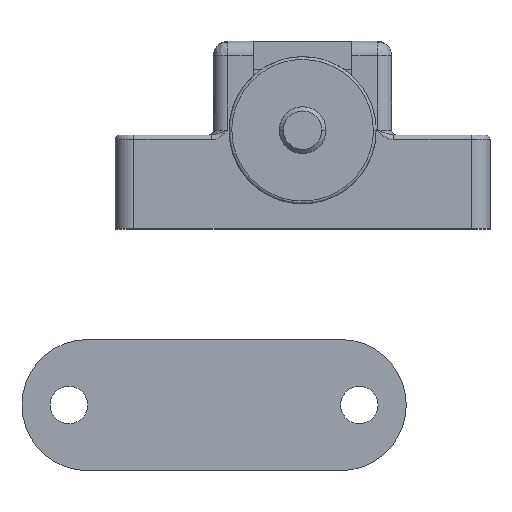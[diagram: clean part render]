
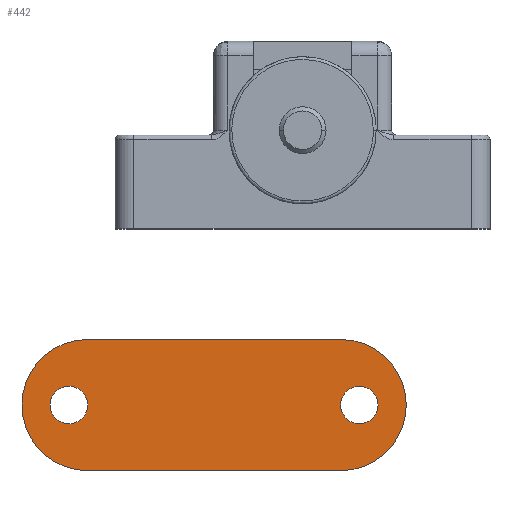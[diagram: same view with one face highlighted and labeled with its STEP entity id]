
A CAD part, top view. The second image highlights one B-rep face of the part: STEP entity #442.
In plain terms, the highlighted planar face has unit normal (0, 0, 1).
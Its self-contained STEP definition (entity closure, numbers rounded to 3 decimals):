
#442=ADVANCED_FACE('NONE',(#897,#898,#899),#900,.F.);
#897=FACE_OUTER_BOUND('',#1852,.T.);
#898=FACE_BOUND('',#1853,.T.);
#899=FACE_BOUND('',#1854,.T.);
#900=PLANE('',#1855);
#1852=EDGE_LOOP('',(#3018,#3019,#3020,#3021,#3022,#3023));
#1853=EDGE_LOOP('',(#3024,#3025));
#1854=EDGE_LOOP('',(#3026,#3027));
#1855=AXIS2_PLACEMENT_3D('',#3028,#3029,#3030);
#3018=ORIENTED_EDGE('',*,*,#3809,.F.);
#3019=ORIENTED_EDGE('',*,*,#3780,.F.);
#3020=ORIENTED_EDGE('',*,*,#3810,.F.);
#3021=ORIENTED_EDGE('',*,*,#3811,.F.);
#3022=ORIENTED_EDGE('',*,*,#3786,.F.);
#3023=ORIENTED_EDGE('',*,*,#3812,.F.);
#3024=ORIENTED_EDGE('',*,*,#3789,.F.);
#3025=ORIENTED_EDGE('',*,*,#3813,.F.);
#3026=ORIENTED_EDGE('',*,*,#3795,.F.);
#3027=ORIENTED_EDGE('',*,*,#3814,.F.);
#3028=CARTESIAN_POINT('',(4.056,-18.819,28.0));
#3029=DIRECTION('',(0.,0.,-1.0));
#3030=DIRECTION('',(-1.0,0.0,0.));
#3780=EDGE_CURVE('NONE',#4482,#4485,#4486,.T.);
#3786=EDGE_CURVE('NONE',#4494,#4496,#4497,.T.);
#3789=EDGE_CURVE('NONE',#4500,#4501,#4502,.T.);
#3795=EDGE_CURVE('NONE',#4511,#4512,#4513,.T.);
#3809=EDGE_CURVE('NONE',#4485,#4534,#4535,.T.);
#3810=EDGE_CURVE('NONE',#4536,#4482,#4537,.T.);
#3811=EDGE_CURVE('NONE',#4496,#4536,#4538,.T.);
#3812=EDGE_CURVE('NONE',#4534,#4494,#4539,.T.);
#3813=EDGE_CURVE('NONE',#4501,#4500,#4540,.T.);
#3814=EDGE_CURVE('NONE',#4512,#4511,#4541,.T.);
#4482=VERTEX_POINT('',#5630);
#4485=VERTEX_POINT('NONE',#5634);
#4486=CIRCLE('',#5635,7.0);
#4494=VERTEX_POINT('NONE',#5644);
#4496=VERTEX_POINT('NONE',#5647);
#4497=CIRCLE('',#5648,7.0);
#4500=VERTEX_POINT('NONE',#5652);
#4501=VERTEX_POINT('NONE',#5653);
#4502=CIRCLE('',#5654,2.0);
#4511=VERTEX_POINT('NONE',#5665);
#4512=VERTEX_POINT('NONE',#5666);
#4513=CIRCLE('',#5667,2.0);
#4534=VERTEX_POINT('NONE',#5694);
#4535=LINE('',#5695,#5696);
#4536=VERTEX_POINT('NONE',#5697);
#4537=CIRCLE('',#5698,7.0);
#4538=LINE('',#5699,#5700);
#4539=CIRCLE('',#5701,7.0);
#4540=CIRCLE('',#5702,2.0);
#4541=CIRCLE('',#5703,2.0);
#5630=CARTESIAN_POINT('',(-29.944,-18.819,28.0));
#5634=CARTESIAN_POINT('',(-22.944,-11.819,28.0));
#5635=AXIS2_PLACEMENT_3D('',#6587,#6588,#6589);
#5644=CARTESIAN_POINT('',(11.056,-18.819,28.0));
#5647=CARTESIAN_POINT('',(4.056,-25.819,28.0));
#5648=AXIS2_PLACEMENT_3D('',#6598,#6599,#6600);
#5652=CARTESIAN_POINT('',(-26.944,-18.819,28.0));
#5653=CARTESIAN_POINT('',(-22.944,-18.819,28.0));
#5654=AXIS2_PLACEMENT_3D('',#6602,#6603,#6604);
#5665=CARTESIAN_POINT('',(4.056,-18.819,28.0));
#5666=CARTESIAN_POINT('',(8.056,-18.819,28.0));
#5667=AXIS2_PLACEMENT_3D('',#6613,#6614,#6615);
#5694=CARTESIAN_POINT('',(4.056,-11.819,28.0));
#5695=CARTESIAN_POINT('',(4.056,-11.819,28.0));
#5696=VECTOR('',#6634,1000.0);
#5697=CARTESIAN_POINT('',(-22.944,-25.819,28.0));
#5698=AXIS2_PLACEMENT_3D('',#6635,#6636,#6637);
#5699=CARTESIAN_POINT('',(4.056,-25.819,28.0));
#5700=VECTOR('',#6638,1000.0);
#5701=AXIS2_PLACEMENT_3D('',#6639,#6640,#6641);
#5702=AXIS2_PLACEMENT_3D('',#6642,#6643,#6644);
#5703=AXIS2_PLACEMENT_3D('',#6645,#6646,#6647);
#6587=CARTESIAN_POINT('',(-22.944,-18.819,28.0));
#6588=DIRECTION('',(0.0,0.,-1.0));
#6589=DIRECTION('',(1.0,0.0,0.0));
#6598=CARTESIAN_POINT('',(4.056,-18.819,28.0));
#6599=DIRECTION('',(0.0,0.,-1.0));
#6600=DIRECTION('',(1.0,0.0,0.0));
#6602=CARTESIAN_POINT('',(-24.944,-18.819,28.0));
#6603=DIRECTION('',(0.0,0.,1.0));
#6604=DIRECTION('',(-1.0,0.0,0.0));
#6613=CARTESIAN_POINT('',(6.056,-18.819,28.0));
#6614=DIRECTION('',(0.0,0.,1.0));
#6615=DIRECTION('',(-1.0,0.0,0.0));
#6634=DIRECTION('',(1.0,0.,0.));
#6635=CARTESIAN_POINT('',(-22.944,-18.819,28.0));
#6636=DIRECTION('',(0.0,0.,-1.0));
#6637=DIRECTION('',(1.0,0.0,0.0));
#6638=DIRECTION('',(-1.0,0.,0.));
#6639=CARTESIAN_POINT('',(4.056,-18.819,28.0));
#6640=DIRECTION('',(0.0,0.,-1.0));
#6641=DIRECTION('',(1.0,0.0,0.0));
#6642=CARTESIAN_POINT('',(-24.944,-18.819,28.0));
#6643=DIRECTION('',(0.0,0.,1.0));
#6644=DIRECTION('',(-1.0,0.0,0.0));
#6645=CARTESIAN_POINT('',(6.056,-18.819,28.0));
#6646=DIRECTION('',(0.0,0.,1.0));
#6647=DIRECTION('',(-1.0,0.0,0.0));
